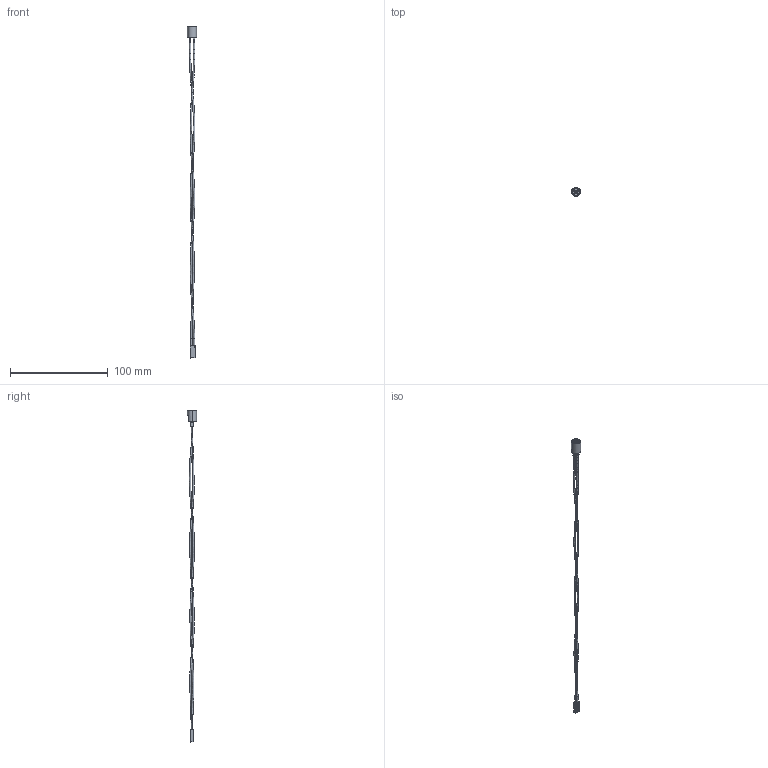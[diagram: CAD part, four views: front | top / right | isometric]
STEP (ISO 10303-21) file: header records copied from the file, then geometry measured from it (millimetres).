
FILE_DESCRIPTION (( 'STEP AP203' ), '1' );
FILE_NAME ('CNX 310 000 _ _ _ XX_E.STEP', '2018-05-14T22:19:04', ( '' ), ( '' ), 'SwSTEP 2.0', 'SolidWorks 2016', '' );
FILE_SCHEMA (( 'CONFIG_CONTROL_DESIGN' ));
Length unit declared in the file: inch
Products named in the file (9): CNX 310 000 _ _ _  XX_E; 290 001; 310-004; CNX 310 000; 24 AWG 2 TWISTED WIRE WHITE AND BLK FOR CNX 310 000; Autosplice_2mm; 450 18B; 450 001 Rev003_Crimped; 450 302 Rev002_450 302
Assembly tree (12 placements, depth 3):
  CNX 310 000 _ _ _  XX_E
    CNX 310 000
      290 001
      310-004  x2
    24 AWG 2 TWISTED WIRE WHITE AND BLK FOR CNX 310 000
    Autosplice_2mm  x2
    450 18B  x2
    450 001 Rev003_Crimped  x2
    450 302 Rev002_450 302
Bounding box: 9.27 x 9.27 x 339.38 mm (x, y, z)
Volume: 1582.6 mm3; surface area: 4616.2 mm2
Topology: 16 solids, 16 shells, 1095 faces, 2793 edges, 1778 vertices
Faces by surface type: plane 712, cylinder 207, bspline 130, torus 24, cone 18, sphere 4
Entity records: 31732 total; most frequent: CARTESIAN_POINT 12529, ORIENTED_EDGE 3940, DIRECTION 3359, EDGE_CURVE 1970, VECTOR 1421, LINE 1421, VERTEX_POINT 1265, AXIS2_PLACEMENT_3D 969
